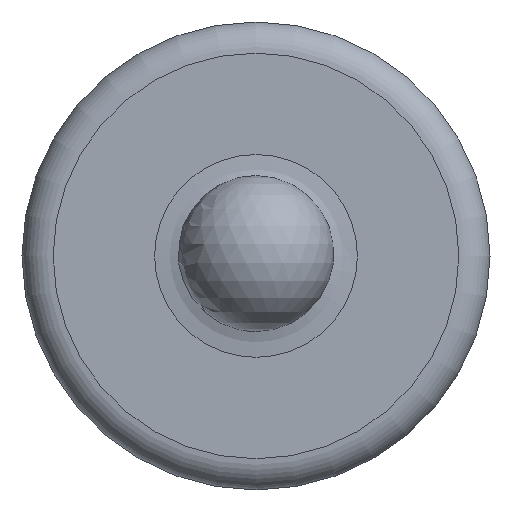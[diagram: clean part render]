
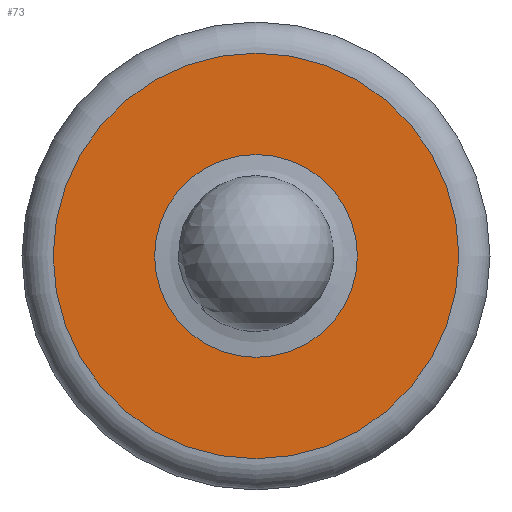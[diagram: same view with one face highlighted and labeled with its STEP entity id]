
A CAD part, top view. The second image highlights one B-rep face of the part: STEP entity #73.
In plain terms, the highlighted planar face has unit normal (0, 0, 1).
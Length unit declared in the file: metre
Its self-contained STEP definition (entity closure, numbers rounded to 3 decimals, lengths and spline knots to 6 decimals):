
#17=ORIENTED_EDGE('',*,*,#29,.T.);
#18=ORIENTED_EDGE('',*,*,#30,.T.);
#29=EDGE_CURVE('',#35,#35,#41,.T.);
#30=EDGE_CURVE('',#36,#36,#42,.F.);
#35=VERTEX_POINT('',#137);
#36=VERTEX_POINT('',#139);
#41=CIRCLE('',#94,0.013);
#42=CIRCLE('',#95,0.0065);
#47=EDGE_LOOP('',(#17));
#48=EDGE_LOOP('',(#18));
#59=FACE_BOUND('',#47,.T.);
#60=FACE_BOUND('',#48,.T.);
#71=PLANE('',#93);
#73=ADVANCED_FACE('',(#59,#60),#71,.T.);
#93=AXIS2_PLACEMENT_3D('',#135,#108,#109);
#94=AXIS2_PLACEMENT_3D('',#136,#110,#111);
#95=AXIS2_PLACEMENT_3D('',#138,#112,#113);
#108=DIRECTION('',(0.,0.,1.));
#109=DIRECTION('',(1.,0.,0.));
#110=DIRECTION('',(0.,0.,1.));
#111=DIRECTION('',(1.,0.,0.));
#112=DIRECTION('',(0.,0.,1.));
#113=DIRECTION('',(1.,0.,0.));
#135=CARTESIAN_POINT('',(0.,0.,0.002));
#136=CARTESIAN_POINT('',(0.,0.,0.002));
#137=CARTESIAN_POINT('',(0.013,0.,0.002));
#138=CARTESIAN_POINT('',(0.,0.,0.002));
#139=CARTESIAN_POINT('',(0.0065,0.,0.002));
